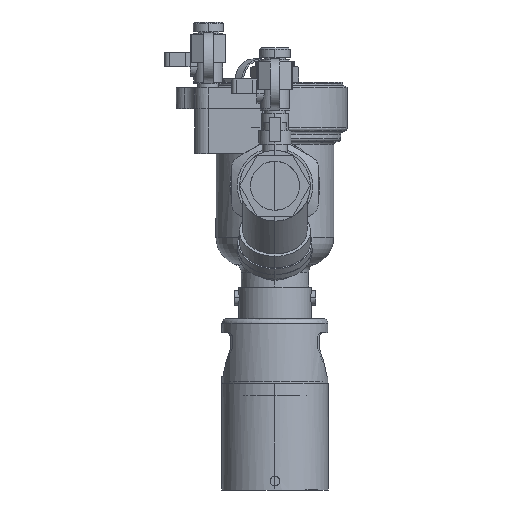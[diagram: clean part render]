
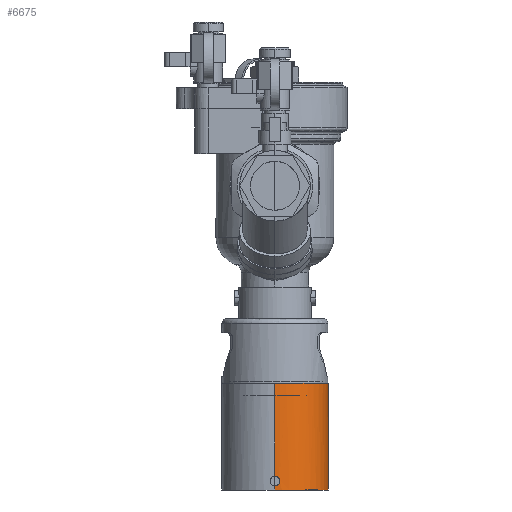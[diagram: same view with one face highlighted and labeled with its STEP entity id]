
A CAD part, left-side view. The second image highlights one B-rep face of the part: STEP entity #6675.
In plain terms, the highlighted cylindrical face has radius 33.1 mm (diameter 66.2 mm), a partial arc.
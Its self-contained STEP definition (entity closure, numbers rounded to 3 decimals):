
#6362=CARTESIAN_POINT('Vertex',(33.1,0.,-187.)) ;
#6381=CARTESIAN_POINT('Vertex',(33.1,0.,-181.)) ;
#6418=CARTESIAN_POINT('Vertex',(-33.1,0.,-181.)) ;
#6437=CARTESIAN_POINT('Vertex',(-33.1,0.,-187.)) ;
#6457=CARTESIAN_POINT('Control Point',(33.1,0.,-187.)) ;
#6458=CARTESIAN_POINT('Control Point',(33.1,-0.454,-186.998)) ;
#6459=CARTESIAN_POINT('Control Point',(33.092,-0.93,-186.92)) ;
#6460=CARTESIAN_POINT('Control Point',(33.074,-1.409,-186.714)) ;
#6461=CARTESIAN_POINT('Control Point',(33.032,-2.181,-186.18)) ;
#6462=CARTESIAN_POINT('Control Point',(32.99,-2.714,-185.412)) ;
#6463=CARTESIAN_POINT('Control Point',(32.972,-2.918,-184.922)) ;
#6464=CARTESIAN_POINT('Control Point',(32.956,-3.082,-184.)) ;
#6465=CARTESIAN_POINT('Control Point',(32.972,-2.918,-183.078)) ;
#6466=CARTESIAN_POINT('Control Point',(32.99,-2.714,-182.588)) ;
#6467=CARTESIAN_POINT('Control Point',(33.032,-2.181,-181.82)) ;
#6468=CARTESIAN_POINT('Control Point',(33.074,-1.409,-181.286)) ;
#6469=CARTESIAN_POINT('Control Point',(33.092,-0.93,-181.08)) ;
#6470=CARTESIAN_POINT('Control Point',(33.1,-0.454,-181.002)) ;
#6471=CARTESIAN_POINT('Control Point',(33.1,0.,-181.)) ;
#6497=CARTESIAN_POINT('Control Point',(-33.1,0.,-181.)) ;
#6498=CARTESIAN_POINT('Control Point',(-33.1,-0.454,-181.002)) ;
#6499=CARTESIAN_POINT('Control Point',(-33.092,-0.93,-181.08)) ;
#6500=CARTESIAN_POINT('Control Point',(-33.074,-1.409,-181.286)) ;
#6501=CARTESIAN_POINT('Control Point',(-33.032,-2.181,-181.82)) ;
#6502=CARTESIAN_POINT('Control Point',(-32.99,-2.714,-182.588)) ;
#6503=CARTESIAN_POINT('Control Point',(-32.972,-2.918,-183.078)) ;
#6504=CARTESIAN_POINT('Control Point',(-32.956,-3.082,-184.)) ;
#6505=CARTESIAN_POINT('Control Point',(-32.972,-2.918,-184.922)) ;
#6506=CARTESIAN_POINT('Control Point',(-32.99,-2.714,-185.412)) ;
#6507=CARTESIAN_POINT('Control Point',(-33.032,-2.181,-186.18)) ;
#6508=CARTESIAN_POINT('Control Point',(-33.074,-1.409,-186.714)) ;
#6509=CARTESIAN_POINT('Control Point',(-33.092,-0.93,-186.92)) ;
#6510=CARTESIAN_POINT('Control Point',(-33.1,-0.454,-186.998)) ;
#6511=CARTESIAN_POINT('Control Point',(-33.1,0.,-187.)) ;
#6555=CARTESIAN_POINT('Vertex',(-33.1,0.,-123.1)) ;
#6557=CARTESIAN_POINT('Vertex',(33.1,0.,-123.1)) ;
#6575=CARTESIAN_POINT('Control Point',(33.1,0.,-123.1)) ;
#6576=CARTESIAN_POINT('Control Point',(33.1,-33.1,-123.1)) ;
#6577=CARTESIAN_POINT('Control Point',(0.,-33.1,-123.1)) ;
#6578=CARTESIAN_POINT('Control Point',(-33.1,-33.1,-123.1)) ;
#6579=CARTESIAN_POINT('Control Point',(-33.1,0.,-123.1)) ;
#6597=CARTESIAN_POINT('Vertex',(33.1,0.,-189.5)) ;
#6599=CARTESIAN_POINT('Vertex',(-33.1,0.,-189.5)) ;
#6617=CARTESIAN_POINT('Control Point',(-33.1,0.,-189.5)) ;
#6618=CARTESIAN_POINT('Control Point',(-33.1,-33.1,-189.5)) ;
#6619=CARTESIAN_POINT('Control Point',(0.,-33.1,-189.5)) ;
#6620=CARTESIAN_POINT('Control Point',(33.1,-33.1,-189.5)) ;
#6621=CARTESIAN_POINT('Control Point',(33.1,0.,-189.5)) ;
#6634=CARTESIAN_POINT('Control Point',(-33.1,0.,-187.)) ;
#6635=CARTESIAN_POINT('Control Point',(-33.1,0.,-189.5)) ;
#6638=CARTESIAN_POINT('Control Point',(-33.1,0.,-123.1)) ;
#6639=CARTESIAN_POINT('Control Point',(-33.1,0.,-181.)) ;
#6642=CARTESIAN_POINT('Control Point',(33.1,0.,-181.)) ;
#6643=CARTESIAN_POINT('Control Point',(33.1,0.,-123.1)) ;
#6646=CARTESIAN_POINT('Control Point',(33.1,0.,-189.5)) ;
#6647=CARTESIAN_POINT('Control Point',(33.1,0.,-187.)) ;
#6660=CARTESIAN_POINT('Axis2P3D Location',(0.,0.,-204.5)) ;
#6661=DIRECTION('Axis2P3D Direction',(0.,0.,-1.)) ;
#6662=DIRECTION('Axis2P3D XDirection',(1.,0.,0.)) ;
#6663=AXIS2_PLACEMENT_3D('Cylinder Axis2P3D',#6660,#6661,#6662) ;
#6664=CYLINDRICAL_SURFACE('generated cylinder',#6663,33.1) ;
#6472=EDGE_CURVE('',#6363,#6382,#6456,.T.) ;
#6512=EDGE_CURVE('',#6419,#6438,#6496,.T.) ;
#6580=EDGE_CURVE('',#6558,#6556,#6574,.T.) ;
#6622=EDGE_CURVE('',#6600,#6598,#6616,.T.) ;
#6636=EDGE_CURVE('',#6438,#6600,#6633,.T.) ;
#6640=EDGE_CURVE('',#6556,#6419,#6637,.T.) ;
#6644=EDGE_CURVE('',#6382,#6558,#6641,.T.) ;
#6648=EDGE_CURVE('',#6598,#6363,#6645,.T.) ;
#6666=ORIENTED_EDGE('',*,*,#6622,.T.) ;
#6667=ORIENTED_EDGE('',*,*,#6648,.T.) ;
#6668=ORIENTED_EDGE('',*,*,#6472,.T.) ;
#6669=ORIENTED_EDGE('',*,*,#6644,.T.) ;
#6670=ORIENTED_EDGE('',*,*,#6580,.T.) ;
#6671=ORIENTED_EDGE('',*,*,#6640,.T.) ;
#6672=ORIENTED_EDGE('',*,*,#6512,.T.) ;
#6673=ORIENTED_EDGE('',*,*,#6636,.T.) ;
#6665=EDGE_LOOP('',(#6666,#6667,#6668,#6669,#6670,#6671,#6672,#6673)) ;
#6363=VERTEX_POINT('',#6362) ;
#6382=VERTEX_POINT('',#6381) ;
#6419=VERTEX_POINT('',#6418) ;
#6438=VERTEX_POINT('',#6437) ;
#6556=VERTEX_POINT('',#6555) ;
#6558=VERTEX_POINT('',#6557) ;
#6598=VERTEX_POINT('',#6597) ;
#6600=VERTEX_POINT('',#6599) ;
#6675=ADVANCED_FACE('Solid6',(#6674),#6664,.T.) ;
#6456=B_SPLINE_CURVE_WITH_KNOTS('',5,(#6457,#6458,#6459,#6460,#6461,#6462,#6463,#6464,#6465,#6466,#6467,#6468,#6469,#6470,#6471),.UNSPECIFIED.,.F.,.U.,(6,3,3,3,6),(-13.569,-11.307,-9.046,-6.784,-4.523),.UNSPECIFIED.) ;
#6496=B_SPLINE_CURVE_WITH_KNOTS('',5,(#6497,#6498,#6499,#6500,#6501,#6502,#6503,#6504,#6505,#6506,#6507,#6508,#6509,#6510,#6511),.UNSPECIFIED.,.F.,.U.,(6,3,3,3,6),(-13.569,-11.307,-9.046,-6.784,-4.523),.UNSPECIFIED.) ;
#6633=B_SPLINE_CURVE_WITH_KNOTS('',1,(#6634,#6635),.UNSPECIFIED.,.F.,.U.,(2,2),(0.,0.008),.UNSPECIFIED.) ;
#6637=B_SPLINE_CURVE_WITH_KNOTS('',1,(#6638,#6639),.UNSPECIFIED.,.F.,.U.,(2,2),(0.,0.19),.UNSPECIFIED.) ;
#6641=B_SPLINE_CURVE_WITH_KNOTS('',1,(#6642,#6643),.UNSPECIFIED.,.F.,.U.,(2,2),(0.,0.19),.UNSPECIFIED.) ;
#6645=B_SPLINE_CURVE_WITH_KNOTS('',1,(#6646,#6647),.UNSPECIFIED.,.F.,.U.,(2,2),(0.,0.008),.UNSPECIFIED.) ;
#6674=FACE_OUTER_BOUND('',#6665,.T.) ;
#6574=(BOUNDED_CURVE()B_SPLINE_CURVE(2,(#6575,#6576,#6577,#6578,#6579),.UNSPECIFIED.,.F.,.U.)B_SPLINE_CURVE_WITH_KNOTS((3,2,3),(0.,66.2,132.4),.UNSPECIFIED.)CURVE()GEOMETRIC_REPRESENTATION_ITEM()RATIONAL_B_SPLINE_CURVE((1.,0.707,1.,0.707,1.))REPRESENTATION_ITEM('')) ;
#6616=(BOUNDED_CURVE()B_SPLINE_CURVE(2,(#6617,#6618,#6619,#6620,#6621),.UNSPECIFIED.,.F.,.U.)B_SPLINE_CURVE_WITH_KNOTS((3,2,3),(0.,66.2,132.4),.UNSPECIFIED.)CURVE()GEOMETRIC_REPRESENTATION_ITEM()RATIONAL_B_SPLINE_CURVE((1.,0.707,1.,0.707,1.))REPRESENTATION_ITEM('')) ;
